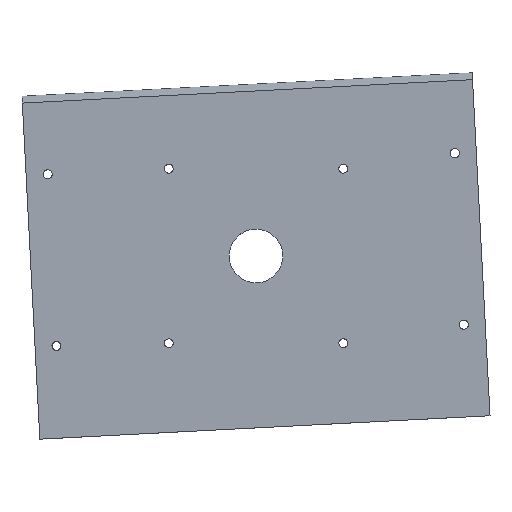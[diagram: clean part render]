
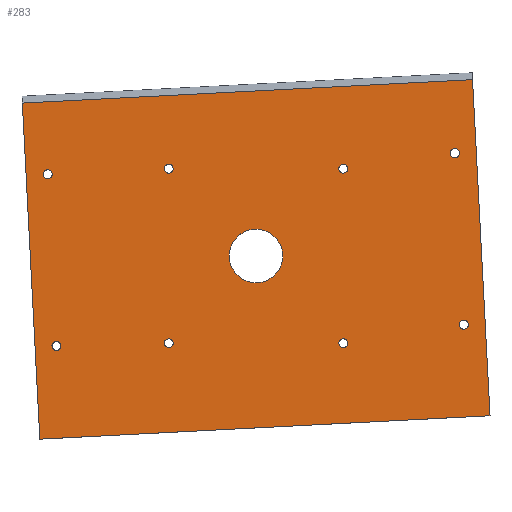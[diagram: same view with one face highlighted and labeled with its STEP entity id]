
A CAD part, top view. The second image highlights one B-rep face of the part: STEP entity #283.
In plain terms, the highlighted planar face has unit normal (0, 0, 1).
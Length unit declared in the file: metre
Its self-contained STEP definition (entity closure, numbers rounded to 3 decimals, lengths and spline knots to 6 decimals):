
#25=LINE('',#477,#37);
#26=LINE('',#480,#38);
#27=LINE('',#482,#39);
#28=LINE('',#484,#40);
#37=VECTOR('',#400,1.);
#38=VECTOR('',#401,1.);
#39=VECTOR('',#402,1.);
#40=VECTOR('',#403,1.);
#46=PLANE('',#331);
#72=ORIENTED_EDGE('',*,*,#128,.F.);
#73=ORIENTED_EDGE('',*,*,#129,.F.);
#74=ORIENTED_EDGE('',*,*,#130,.F.);
#75=ORIENTED_EDGE('',*,*,#131,.F.);
#76=ORIENTED_EDGE('',*,*,#132,.F.);
#77=ORIENTED_EDGE('',*,*,#117,.T.);
#78=ORIENTED_EDGE('',*,*,#115,.T.);
#79=ORIENTED_EDGE('',*,*,#113,.T.);
#80=ORIENTED_EDGE('',*,*,#111,.T.);
#81=ORIENTED_EDGE('',*,*,#133,.T.);
#82=ORIENTED_EDGE('',*,*,#134,.T.);
#83=ORIENTED_EDGE('',*,*,#135,.F.);
#84=ORIENTED_EDGE('',*,*,#136,.T.);
#111=EDGE_CURVE('',#141,#141,#167,.T.);
#113=EDGE_CURVE('',#143,#143,#169,.T.);
#115=EDGE_CURVE('',#145,#145,#171,.T.);
#117=EDGE_CURVE('',#147,#147,#173,.T.);
#128=EDGE_CURVE('',#158,#158,#180,.T.);
#129=EDGE_CURVE('',#159,#159,#181,.T.);
#130=EDGE_CURVE('',#160,#160,#182,.T.);
#131=EDGE_CURVE('',#161,#161,#183,.T.);
#132=EDGE_CURVE('',#162,#162,#184,.T.);
#133=EDGE_CURVE('',#163,#164,#25,.T.);
#134=EDGE_CURVE('',#164,#165,#26,.T.);
#135=EDGE_CURVE('',#166,#165,#27,.T.);
#136=EDGE_CURVE('',#166,#163,#28,.T.);
#141=VERTEX_POINT('',#429);
#143=VERTEX_POINT('',#434);
#145=VERTEX_POINT('',#439);
#147=VERTEX_POINT('',#444);
#158=VERTEX_POINT('',#468);
#159=VERTEX_POINT('',#470);
#160=VERTEX_POINT('',#472);
#161=VERTEX_POINT('',#474);
#162=VERTEX_POINT('',#476);
#163=VERTEX_POINT('',#478);
#164=VERTEX_POINT('',#479);
#165=VERTEX_POINT('',#481);
#166=VERTEX_POINT('',#483);
#167=CIRCLE('',#314,0.0021);
#169=CIRCLE('',#317,0.0021);
#171=CIRCLE('',#320,0.0021);
#173=CIRCLE('',#323,0.0021);
#180=CIRCLE('',#332,0.0125);
#181=CIRCLE('',#333,0.00205);
#182=CIRCLE('',#334,0.00205);
#183=CIRCLE('',#335,0.00205);
#184=CIRCLE('',#336,0.00205);
#203=EDGE_LOOP('',(#72));
#204=EDGE_LOOP('',(#73));
#205=EDGE_LOOP('',(#74));
#206=EDGE_LOOP('',(#75));
#207=EDGE_LOOP('',(#76));
#208=EDGE_LOOP('',(#77));
#209=EDGE_LOOP('',(#78));
#210=EDGE_LOOP('',(#79));
#211=EDGE_LOOP('',(#80));
#212=EDGE_LOOP('',(#81,#82,#83,#84));
#245=FACE_BOUND('',#203,.T.);
#246=FACE_BOUND('',#204,.T.);
#247=FACE_BOUND('',#205,.T.);
#248=FACE_BOUND('',#206,.T.);
#249=FACE_BOUND('',#207,.T.);
#250=FACE_BOUND('',#208,.T.);
#251=FACE_BOUND('',#209,.T.);
#252=FACE_BOUND('',#210,.T.);
#253=FACE_BOUND('',#211,.T.);
#254=FACE_BOUND('',#212,.T.);
#283=ADVANCED_FACE('',(#245,#246,#247,#248,#249,#250,#251,#252,#253,#254),
#46,.F.);
#314=AXIS2_PLACEMENT_3D('',#428,#350,#351);
#317=AXIS2_PLACEMENT_3D('',#433,#356,#357);
#320=AXIS2_PLACEMENT_3D('',#438,#362,#363);
#323=AXIS2_PLACEMENT_3D('',#443,#368,#369);
#331=AXIS2_PLACEMENT_3D('',#466,#388,#389);
#332=AXIS2_PLACEMENT_3D('',#467,#390,#391);
#333=AXIS2_PLACEMENT_3D('',#469,#392,#393);
#334=AXIS2_PLACEMENT_3D('',#471,#394,#395);
#335=AXIS2_PLACEMENT_3D('',#473,#396,#397);
#336=AXIS2_PLACEMENT_3D('',#475,#398,#399);
#350=DIRECTION('',(0.,0.,-1.));
#351=DIRECTION('',(-1.,0.,0.));
#356=DIRECTION('',(0.,0.,-1.));
#357=DIRECTION('',(-1.,0.,0.));
#362=DIRECTION('',(0.,0.,-1.));
#363=DIRECTION('',(-1.,0.,0.));
#368=DIRECTION('',(0.,0.,-1.));
#369=DIRECTION('',(-1.,0.,0.));
#388=DIRECTION('',(0.,0.,-1.));
#389=DIRECTION('',(0.743,-0.669,0.));
#390=DIRECTION('',(0.,0.,1.));
#391=DIRECTION('',(0.743,-0.669,0.));
#392=DIRECTION('',(0.,0.,1.));
#393=DIRECTION('',(0.743,-0.669,0.));
#394=DIRECTION('',(0.,0.,1.));
#395=DIRECTION('',(0.743,-0.669,0.));
#396=DIRECTION('',(0.,0.,1.));
#397=DIRECTION('',(0.743,-0.669,0.));
#398=DIRECTION('',(0.,0.,1.));
#399=DIRECTION('',(0.743,-0.669,0.));
#400=DIRECTION('',(0.052,-0.999,0.));
#401=DIRECTION('',(0.999,0.052,0.));
#402=DIRECTION('',(0.052,-0.999,0.));
#403=DIRECTION('',(-0.999,-0.052,0.));
#428=CARTESIAN_POINT('',(0.096944,-0.03815,-0.010955));
#429=CARTESIAN_POINT('',(0.094844,-0.03815,-0.010955));
#433=CARTESIAN_POINT('',(-0.092799,-0.04802,-0.010955));
#434=CARTESIAN_POINT('',(-0.094899,-0.04802,-0.010955));
#438=CARTESIAN_POINT('',(-0.096955,0.031872,-0.010955));
#439=CARTESIAN_POINT('',(-0.099055,0.031872,-0.010955));
#443=CARTESIAN_POINT('',(0.092788,0.041742,-0.010955));
#444=CARTESIAN_POINT('',(0.090688,0.041742,-0.010955));
#466=CARTESIAN_POINT('',(0.00028,-0.008632,-0.010955));
#467=CARTESIAN_POINT('',(0.00015,-0.006135,-0.010955));
#468=CARTESIAN_POINT('',(0.009436,-0.014503,-0.010955));
#469=CARTESIAN_POINT('',(-0.040508,-0.046794,-0.010955));
#470=CARTESIAN_POINT('',(-0.038985,-0.048166,-0.010955));
#471=CARTESIAN_POINT('',(-0.040508,0.034524,-0.010955));
#472=CARTESIAN_POINT('',(-0.038985,0.033151,-0.010955));
#473=CARTESIAN_POINT('',(0.040809,0.034524,-0.010955));
#474=CARTESIAN_POINT('',(0.042332,0.033151,-0.010955));
#475=CARTESIAN_POINT('',(0.040809,-0.046794,-0.010955));
#476=CARTESIAN_POINT('',(0.042332,-0.048166,-0.010955));
#477=CARTESIAN_POINT('',(-0.108604,0.063309,-0.010955));
#478=CARTESIAN_POINT('',(-0.108697,0.065097,-0.010955));
#479=CARTESIAN_POINT('',(-0.100552,-0.091482,-0.010955));
#480=CARTESIAN_POINT('',(0.004306,-0.086027,-0.010955));
#481=CARTESIAN_POINT('',(0.109164,-0.080572,-0.010955));
#482=CARTESIAN_POINT('',(0.10102,0.076006,-0.010955));
#483=CARTESIAN_POINT('',(0.10102,0.076006,-0.010955));
#484=CARTESIAN_POINT('',(0.10102,0.076006,-0.010955));
